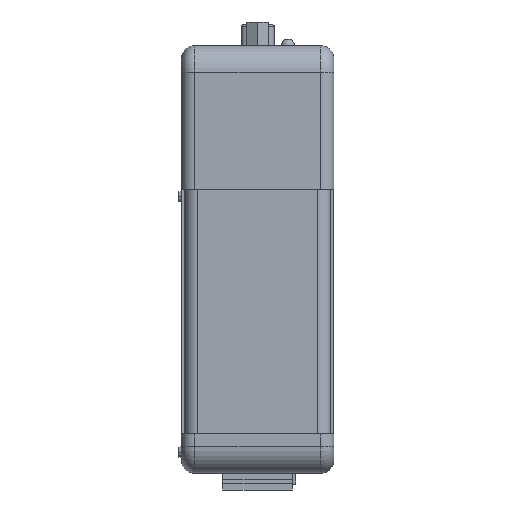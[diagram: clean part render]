
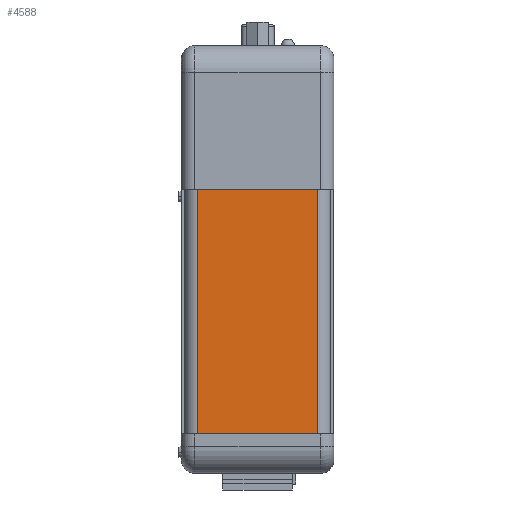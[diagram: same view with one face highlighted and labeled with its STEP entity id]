
A CAD part, front view. The second image highlights one B-rep face of the part: STEP entity #4588.
In plain terms, the highlighted planar face has unit normal (0, -1, 0).
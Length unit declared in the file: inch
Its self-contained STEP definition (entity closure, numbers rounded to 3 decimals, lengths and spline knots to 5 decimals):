
#117 = EDGE_CURVE ( 'NONE', #8268, #14202, #9585, .T. ) ;
#354 = DIRECTION ( 'NONE',  ( -1., 0., 0. ) ) ;
#1124 = EDGE_CURVE ( 'NONE', #3149, #14202, #9898, .T. ) ;
#1130 = DIRECTION ( 'NONE',  ( -1., 0., 0. ) ) ;
#1134 = DIRECTION ( 'NONE',  ( 0., 0., -1. ) ) ;
#1135 = ORIENTED_EDGE ( 'NONE', *, *, #117, .F. ) ;
#1253 = CARTESIAN_POINT ( 'NONE',  ( 0.5625, -2.9225, -1.63 ) ) ;
#1568 = VECTOR ( 'NONE', #1134, 39.37008 ) ;
#1742 = CARTESIAN_POINT ( 'NONE',  ( -0.5625, -2.9225, 0.655 ) ) ;
#2139 = CARTESIAN_POINT ( 'NONE',  ( 0.5625, -2.9225, 0.655 ) ) ;
#2521 = CARTESIAN_POINT ( 'NONE',  ( 0.5625, -2.9225, 0.655 ) ) ;
#3149 = VERTEX_POINT ( 'NONE', #10799 ) ;
#3741 = DIRECTION ( 'NONE',  ( 0., 0., -1. ) ) ;
#4588 = ADVANCED_FACE ( 'NONE', ( #12690 ), #11408, .T. ) ;
#5330 = AXIS2_PLACEMENT_3D ( 'NONE', #2139, #13004, #3741 ) ;
#7402 = CARTESIAN_POINT ( 'NONE',  ( 0.5625, -2.9225, -1.63 ) ) ;
#7442 = CARTESIAN_POINT ( 'NONE',  ( -0.5625, -2.9225, -1.63 ) ) ;
#8080 = LINE ( 'NONE', #17766, #16111 ) ;
#8268 = VERTEX_POINT ( 'NONE', #7402 ) ;
#8753 = DIRECTION ( 'NONE',  ( 0., 0., -1. ) ) ;
#9292 = ORIENTED_EDGE ( 'NONE', *, *, #1124, .T. ) ;
#9585 = LINE ( 'NONE', #1253, #13170 ) ;
#9749 = CARTESIAN_POINT ( 'NONE',  ( 0.5625, -2.9225, 0.655 ) ) ;
#9898 = LINE ( 'NONE', #1742, #1568 ) ;
#9997 = VECTOR ( 'NONE', #354, 39.37008 ) ;
#10799 = CARTESIAN_POINT ( 'NONE',  ( -0.5625, -2.9225, 0.655 ) ) ;
#11408 = PLANE ( 'NONE',  #5330 ) ;
#12347 = ORIENTED_EDGE ( 'NONE', *, *, #17292, .F. ) ;
#12690 = FACE_OUTER_BOUND ( 'NONE', #16862, .T. ) ;
#13004 = DIRECTION ( 'NONE',  ( 0., -1., 0. ) ) ;
#13170 = VECTOR ( 'NONE', #1130, 39.37008 ) ;
#13581 = LINE ( 'NONE', #9749, #9997 ) ;
#14202 = VERTEX_POINT ( 'NONE', #7442 ) ;
#14286 = ORIENTED_EDGE ( 'NONE', *, *, #17043, .T. ) ;
#16111 = VECTOR ( 'NONE', #8753, 39.37008 ) ;
#16862 = EDGE_LOOP ( 'NONE', ( #1135, #12347, #14286, #9292 ) ) ;
#17043 = EDGE_CURVE ( 'NONE', #18439, #3149, #13581, .T. ) ;
#17292 = EDGE_CURVE ( 'NONE', #18439, #8268, #8080, .T. ) ;
#17766 = CARTESIAN_POINT ( 'NONE',  ( 0.5625, -2.9225, 0.655 ) ) ;
#18439 = VERTEX_POINT ( 'NONE', #2521 ) ;
